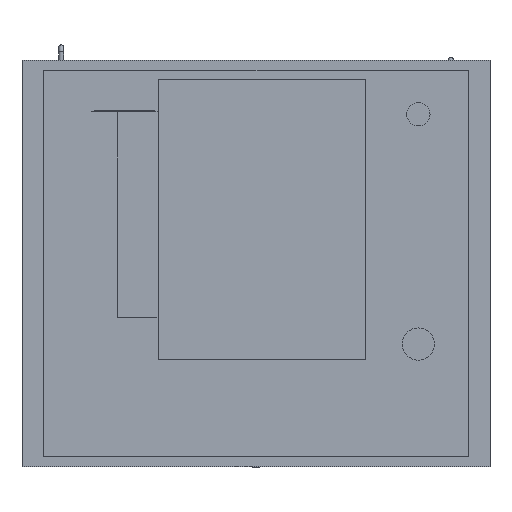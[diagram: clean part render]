
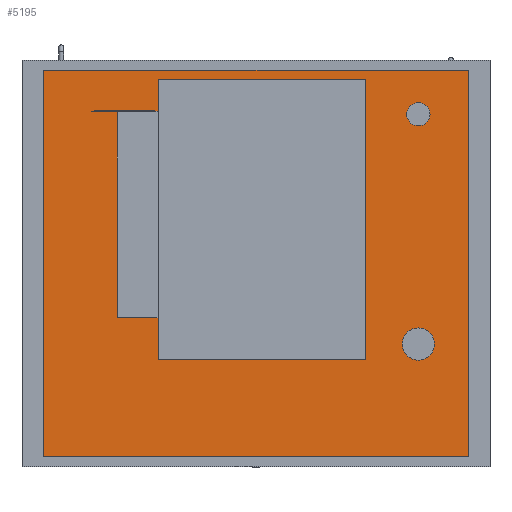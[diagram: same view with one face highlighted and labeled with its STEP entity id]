
A CAD part, front view. The second image highlights one B-rep face of the part: STEP entity #5195.
In plain terms, the highlighted planar face has unit normal (0, -1, 0).
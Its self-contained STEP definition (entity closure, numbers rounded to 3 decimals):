
#272=FACE_OUTER_BOUND('',#597,.T.);
#597=EDGE_LOOP('',(#3468,#3469,#3470,#3471));
#930=LINE('',#7544,#1562);
#934=LINE('',#7552,#1566);
#937=LINE('',#7558,#1569);
#940=LINE('',#7563,#1572);
#1562=VECTOR('',#6031,10.);
#1566=VECTOR('',#6037,10.);
#1569=VECTOR('',#6042,10.);
#1572=VECTOR('',#6047,10.);
#2190=VERTEX_POINT('',#7542);
#2191=VERTEX_POINT('',#7543);
#2194=VERTEX_POINT('',#7551);
#2196=VERTEX_POINT('',#7557);
#2690=EDGE_CURVE('',#2190,#2191,#930,.T.);
#2694=EDGE_CURVE('',#2194,#2190,#934,.T.);
#2697=EDGE_CURVE('',#2196,#2194,#937,.T.);
#2700=EDGE_CURVE('',#2191,#2196,#940,.T.);
#3468=ORIENTED_EDGE('',*,*,#2700,.F.);
#3469=ORIENTED_EDGE('',*,*,#2690,.F.);
#3470=ORIENTED_EDGE('',*,*,#2694,.F.);
#3471=ORIENTED_EDGE('',*,*,#2697,.F.);
#4926=PLANE('',#5577);
#5195=ADVANCED_FACE('',(#272),#4926,.F.);
#5577=AXIS2_PLACEMENT_3D('',#7566,#6051,#6052);
#6031=DIRECTION('',(0.,0.,1.));
#6037=DIRECTION('',(-1.,0.,0.));
#6042=DIRECTION('',(0.,0.,-1.));
#6047=DIRECTION('',(1.,0.,0.));
#6051=DIRECTION('center_axis',(0.,1.,0.));
#6052=DIRECTION('ref_axis',(0.,0.,1.));
#7542=CARTESIAN_POINT('',(-362.5,0.,-330.));
#7543=CARTESIAN_POINT('',(-362.5,0.,330.));
#7544=CARTESIAN_POINT('',(-362.5,0.,-330.));
#7551=CARTESIAN_POINT('',(362.5,0.,-330.));
#7552=CARTESIAN_POINT('',(362.5,0.,-330.));
#7557=CARTESIAN_POINT('',(362.5,0.,330.));
#7558=CARTESIAN_POINT('',(362.5,0.,330.));
#7563=CARTESIAN_POINT('',(-362.5,0.,330.));
#7566=CARTESIAN_POINT('Origin',(0.,0.,0.));
